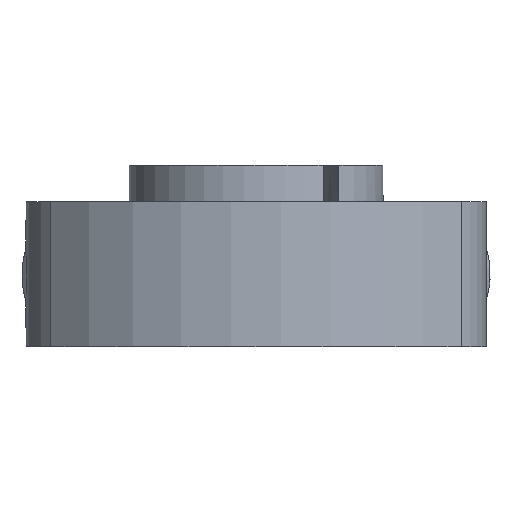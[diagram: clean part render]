
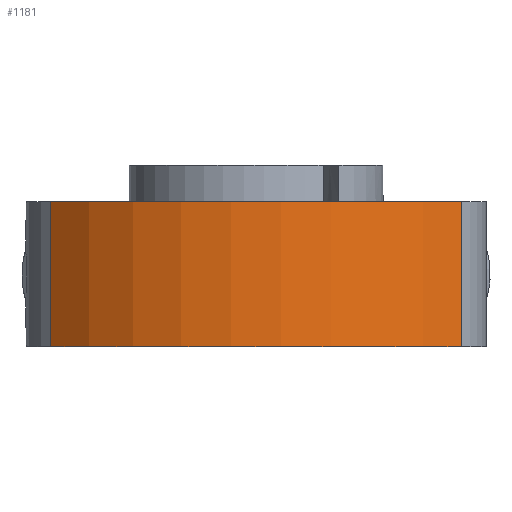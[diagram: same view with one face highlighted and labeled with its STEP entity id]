
A CAD part, front view. The second image highlights one B-rep face of the part: STEP entity #1181.
In plain terms, the highlighted cylindrical face has radius 16 mm (diameter 32 mm), a partial arc.
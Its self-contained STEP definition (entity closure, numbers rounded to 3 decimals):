
#221 = VERTEX_POINT('',#222);
#222 = CARTESIAN_POINT('',(11.314,-11.314,-4.));
#336 = VERTEX_POINT('',#337);
#337 = CARTESIAN_POINT('',(-11.314,-11.314,-4.));
#344 = EDGE_CURVE('',#336,#221,#345,.T.);
#345 = CIRCLE('',#346,16.);
#346 = AXIS2_PLACEMENT_3D('',#347,#348,#349);
#347 = CARTESIAN_POINT('',(0.,0.,-4.));
#348 = DIRECTION('',(0.,0.,1.));
#349 = DIRECTION('',(-1.,0.,0.));
#1163 = VERTEX_POINT('',#1164);
#1164 = CARTESIAN_POINT('',(11.314,-11.314,4.));
#1171 = EDGE_CURVE('',#1163,#221,#1172,.T.);
#1172 = LINE('',#1173,#1174);
#1173 = CARTESIAN_POINT('',(11.314,-11.314,-4.));
#1174 = VECTOR('',#1175,1.);
#1175 = DIRECTION('',(-0.,-0.,-1.));
#1181 = ADVANCED_FACE('',(#1182),#1201,.T.);
#1182 = FACE_BOUND('',#1183,.T.);
#1183 = EDGE_LOOP('',(#1184,#1193,#1199,#1200));
#1184 = ORIENTED_EDGE('',*,*,#1185,.T.);
#1185 = EDGE_CURVE('',#1163,#1186,#1188,.T.);
#1186 = VERTEX_POINT('',#1187);
#1187 = CARTESIAN_POINT('',(-11.314,-11.314,4.));
#1188 = CIRCLE('',#1189,16.);
#1189 = AXIS2_PLACEMENT_3D('',#1190,#1191,#1192);
#1190 = CARTESIAN_POINT('',(0.,0.,4.));
#1191 = DIRECTION('',(0.,0.,-1.));
#1192 = DIRECTION('',(-1.,0.,0.));
#1193 = ORIENTED_EDGE('',*,*,#1194,.T.);
#1194 = EDGE_CURVE('',#1186,#336,#1195,.T.);
#1195 = LINE('',#1196,#1197);
#1196 = CARTESIAN_POINT('',(-11.314,-11.314,4.));
#1197 = VECTOR('',#1198,1.);
#1198 = DIRECTION('',(-0.,-0.,-1.));
#1199 = ORIENTED_EDGE('',*,*,#344,.T.);
#1200 = ORIENTED_EDGE('',*,*,#1171,.F.);
#1201 = CYLINDRICAL_SURFACE('',#1202,16.);
#1202 = AXIS2_PLACEMENT_3D('',#1203,#1204,#1205);
#1203 = CARTESIAN_POINT('',(0.,0.,4.));
#1204 = DIRECTION('',(-0.,-0.,-1.));
#1205 = DIRECTION('',(-1.,0.,0.));
